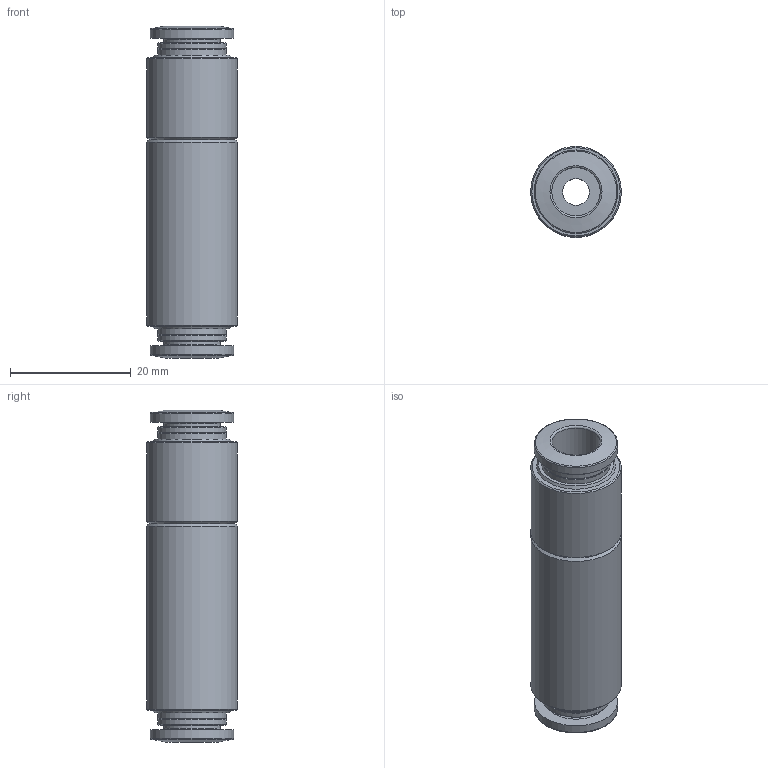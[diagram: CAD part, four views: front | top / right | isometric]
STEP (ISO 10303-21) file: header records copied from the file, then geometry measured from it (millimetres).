
FILE_DESCRIPTION(/* description */ ('STEP AP214'),/* implementation_level */ '2;1');
FILE_NAME(/* name */ '153464_H-QS-8',/* time_stamp */ '2024-08-27T08:53:29+02:00',/* author */ ('License CC BY-ND 4.0'),/* organization */ ('CADENAS'),/* preprocessor_version */ 'ST-DEVELOPER v19.3',/* originating_system */ 'PARTsolutions',/* authorisation */ ' ');
FILE_SCHEMA (('AUTOMOTIVE_DESIGN {1 0 10303 214 3 1 1}'));
Length unit declared in the file: millimetre
Products named in the file (2): 153464 H-QS-8---(0); 153464 H-QS-8(---0-P1)
Assembly tree (1 placements, depth 2):
  153464 H-QS-8---(0)
    153464 H-QS-8(---0-P1)
Bounding box: 15 x 15 x 54.9 mm (x, y, z)
Volume: 6912.2 mm3; surface area: 4240.1 mm2
Topology: 1 solids, 1 shells, 43 faces, 76 edges, 43 vertices
Faces by surface type: cone 14, cylinder 13, plane 10, torus 6
Full cylindrical faces by diameter (mm): 4.4 x1, 8 x2, 9.4 x2, 11.4 x4, 13.8 x2, 15 x2
Entity records: 1213 total; most frequent: DIRECTION 176, CARTESIAN_POINT 131, AXIS2_PLACEMENT_3D 88, ORIENTED_EDGE 86, EDGE_LOOP 86, FACE_BOUND 86, EDGE_CURVE 43, VERTEX_POINT 43
